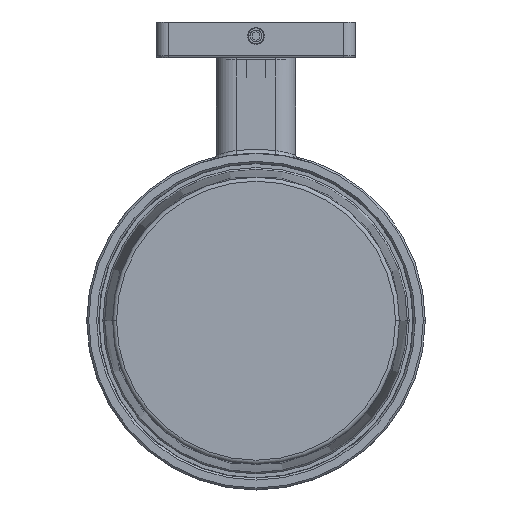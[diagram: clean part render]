
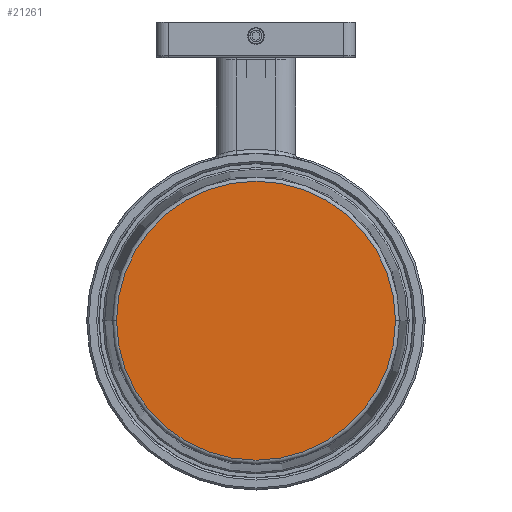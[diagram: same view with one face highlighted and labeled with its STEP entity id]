
A CAD part, left-side view. The second image highlights one B-rep face of the part: STEP entity #21261.
In plain terms, the highlighted face is planar.
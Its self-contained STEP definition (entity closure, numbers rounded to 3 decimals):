
#21046=CARTESIAN_POINT('',(0.,0.,0.));
#21047=DIRECTION('',(0.,1.,0.));
#21048=DIRECTION('',(1.,0.,0.));
#21049=AXIS2_PLACEMENT_3D('',#21046,#21047,#21048);
#21051=CARTESIAN_POINT('',(0.,0.,0.));
#21052=DIRECTION('',(0.,1.,0.));
#21053=DIRECTION('',(-1.,0.,0.));
#21054=AXIS2_PLACEMENT_3D('',#21051,#21052,#21053);
#21230=CARTESIAN_POINT('',(35.017,0.,0.));
#21231=CARTESIAN_POINT('',(-35.017,0.,0.));
#21232=VERTEX_POINT('',#21230);
#21233=VERTEX_POINT('',#21231);
#21250=CARTESIAN_POINT('',(0.,0.,0.));
#21251=DIRECTION('',(0.,1.,0.));
#21252=DIRECTION('',(1.,0.,0.));
#21253=AXIS2_PLACEMENT_3D('',#21250,#21251,#21252);
#21254=PLANE('',#21253);
#21256=ORIENTED_EDGE('',*,*,#21255,.T.);
#21258=ORIENTED_EDGE('',*,*,#21257,.T.);
#21259=EDGE_LOOP('',(#21256,#21258));
#21260=FACE_OUTER_BOUND('',#21259,.F.);
#21050=CIRCLE('',#21049,35.017);
#21055=CIRCLE('',#21054,35.017);
#21255=EDGE_CURVE('',#21232,#21233,#21050,.T.);
#21257=EDGE_CURVE('',#21233,#21232,#21055,.T.);
#21261=ADVANCED_FACE('',(#21260),#21254,.F.);
